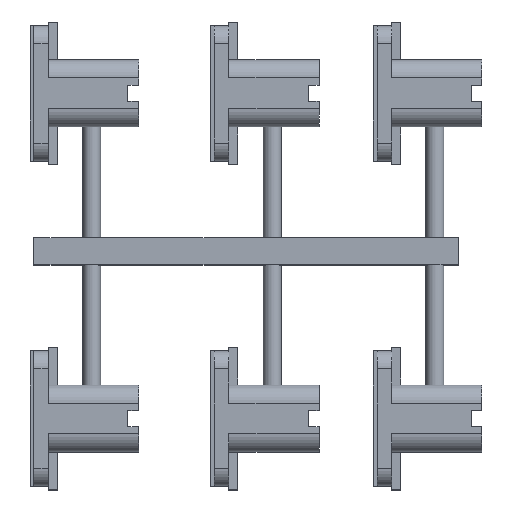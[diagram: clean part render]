
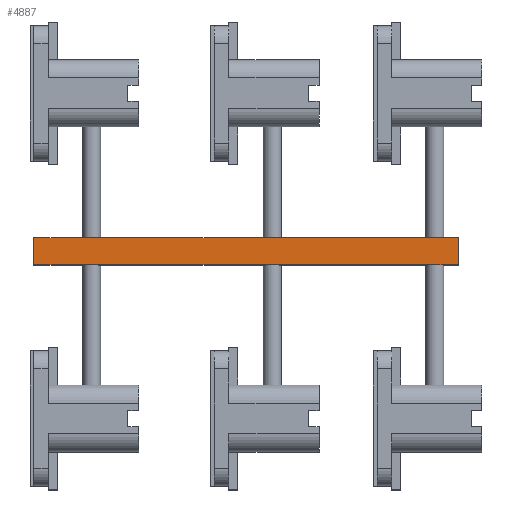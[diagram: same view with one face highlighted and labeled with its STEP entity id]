
A CAD part, top view. The second image highlights one B-rep face of the part: STEP entity #4887.
In plain terms, the highlighted planar face has unit normal (0, 0, 1).
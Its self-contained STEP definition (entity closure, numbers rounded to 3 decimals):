
#247=FACE_OUTER_BOUND('',#509,.T.);
#509=EDGE_LOOP('',(#4029,#4030,#4031,#4032,#4033,#4034,#4035,#4036,#4037,
#4038));
#597=LINE('',#6723,#1191);
#601=LINE('',#6737,#1195);
#604=LINE('',#6747,#1198);
#605=LINE('',#6752,#1199);
#799=LINE('',#7227,#1393);
#800=LINE('',#7229,#1394);
#802=LINE('',#7234,#1396);
#806=LINE('',#7241,#1400);
#997=LINE('',#7695,#1591);
#998=LINE('',#7696,#1592);
#1191=VECTOR('',#5371,10.);
#1195=VECTOR('',#5385,10.);
#1198=VECTOR('',#5392,10.);
#1199=VECTOR('',#5399,10.);
#1393=VECTOR('',#5843,10.);
#1394=VECTOR('',#5846,10.);
#1396=VECTOR('',#5852,10.);
#1400=VECTOR('',#5860,10.);
#1591=VECTOR('',#6285,10.);
#1592=VECTOR('',#6286,10.);
#1905=VERTEX_POINT('',#6719);
#1907=VERTEX_POINT('',#6722);
#1912=VERTEX_POINT('',#6735);
#1916=VERTEX_POINT('',#6744);
#1917=VERTEX_POINT('',#6746);
#1918=VERTEX_POINT('',#6751);
#1924=VERTEX_POINT('',#6765);
#1926=VERTEX_POINT('',#6770);
#2074=VERTEX_POINT('',#7225);
#2075=VERTEX_POINT('',#7233);
#2370=EDGE_CURVE('',#1907,#1905,#597,.T.);
#2378=EDGE_CURVE('',#1905,#1912,#601,.T.);
#2382=EDGE_CURVE('',#1916,#1917,#604,.T.);
#2385=EDGE_CURVE('',#1917,#1918,#605,.T.);
#2621=EDGE_CURVE('',#1924,#2074,#799,.T.);
#2622=EDGE_CURVE('',#1912,#1924,#800,.T.);
#2625=EDGE_CURVE('',#1926,#2075,#802,.T.);
#2630=EDGE_CURVE('',#1918,#1926,#806,.T.);
#2855=EDGE_CURVE('',#2075,#2074,#997,.T.);
#2856=EDGE_CURVE('',#1916,#1907,#998,.T.);
#4029=ORIENTED_EDGE('',*,*,#2378,.T.);
#4030=ORIENTED_EDGE('',*,*,#2622,.T.);
#4031=ORIENTED_EDGE('',*,*,#2621,.T.);
#4032=ORIENTED_EDGE('',*,*,#2855,.F.);
#4033=ORIENTED_EDGE('',*,*,#2625,.F.);
#4034=ORIENTED_EDGE('',*,*,#2630,.F.);
#4035=ORIENTED_EDGE('',*,*,#2385,.F.);
#4036=ORIENTED_EDGE('',*,*,#2382,.F.);
#4037=ORIENTED_EDGE('',*,*,#2856,.T.);
#4038=ORIENTED_EDGE('',*,*,#2370,.T.);
#4647=PLANE('',#5245);
#4887=ADVANCED_FACE('',(#247),#4647,.T.);
#5245=AXIS2_PLACEMENT_3D('',#7694,#6283,#6284);
#5371=DIRECTION('',(1.,0.,0.));
#5385=DIRECTION('',(1.,0.,0.));
#5392=DIRECTION('',(1.,0.,0.));
#5399=DIRECTION('',(1.,0.,0.));
#5843=DIRECTION('',(1.,0.,0.));
#5846=DIRECTION('',(1.,0.,0.));
#5852=DIRECTION('',(1.,0.,0.));
#5860=DIRECTION('',(1.,0.,0.));
#6283=DIRECTION('center_axis',(0.,0.,1.));
#6284=DIRECTION('ref_axis',(0.,-1.,0.));
#6285=DIRECTION('',(0.,-1.,0.));
#6286=DIRECTION('',(0.,-1.,0.));
#6719=CARTESIAN_POINT('',(212.5,-64.,0.8));
#6722=CARTESIAN_POINT('',(209.3,-64.,0.8));
#6723=CARTESIAN_POINT('',(209.3,-64.,0.8));
#6735=CARTESIAN_POINT('',(222.5,-64.,0.8));
#6737=CARTESIAN_POINT('',(209.3,-64.,0.8));
#6744=CARTESIAN_POINT('',(209.3,-62.5,0.8));
#6746=CARTESIAN_POINT('',(212.5,-62.5,0.8));
#6747=CARTESIAN_POINT('',(209.3,-62.5,0.8));
#6751=CARTESIAN_POINT('',(222.5,-62.5,0.8));
#6752=CARTESIAN_POINT('',(209.3,-62.5,0.8));
#6765=CARTESIAN_POINT('',(231.5,-64.,0.8));
#6770=CARTESIAN_POINT('',(231.5,-62.5,0.8));
#7225=CARTESIAN_POINT('',(232.8,-64.,0.8));
#7227=CARTESIAN_POINT('',(209.3,-64.,0.8));
#7229=CARTESIAN_POINT('',(209.3,-64.,0.8));
#7233=CARTESIAN_POINT('',(232.8,-62.5,0.8));
#7234=CARTESIAN_POINT('',(209.3,-62.5,0.8));
#7241=CARTESIAN_POINT('',(209.3,-62.5,0.8));
#7694=CARTESIAN_POINT('Origin',(209.3,-62.5,0.8));
#7695=CARTESIAN_POINT('',(232.8,-62.5,0.8));
#7696=CARTESIAN_POINT('',(209.3,-62.5,0.8));
